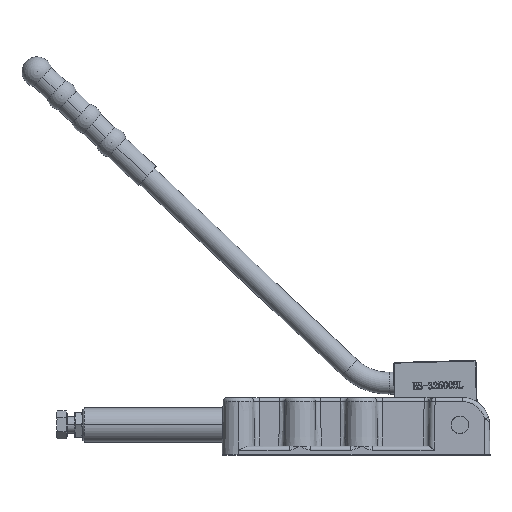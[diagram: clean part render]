
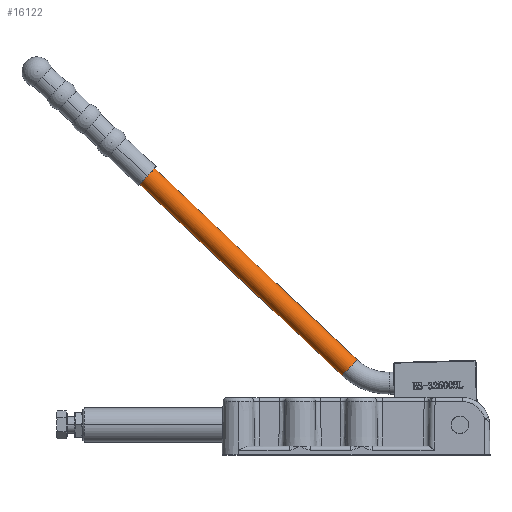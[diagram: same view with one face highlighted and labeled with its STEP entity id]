
A CAD part, top view. The second image highlights one B-rep face of the part: STEP entity #16122.
In plain terms, the highlighted cylindrical face has radius 8 mm (diameter 16 mm), a partial arc.
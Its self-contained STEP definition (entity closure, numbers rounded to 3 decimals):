
#19 = AXIS2_PLACEMENT_3D ( 'NONE', #22980, #22981, #22982 ) ;
#113 = AXIS2_PLACEMENT_3D ( 'NONE', #29130, #29131, #29132 ) ;
#2247 = FACE_OUTER_BOUND ( 'NONE', #7368, .T. ) ;
#2251 = CYLINDRICAL_SURFACE ( 'NONE', #29501, 8. ) ;
#6341 = CIRCLE ( 'NONE', #113, 8. ) ;
#6360 = LINE ( 'NONE', #29124, #6362 ) ;
#6361 = LINE ( 'NONE', #29133, #6364 ) ;
#6362 = VECTOR ( 'NONE', #29123, 1000. ) ;
#6364 = VECTOR ( 'NONE', #29134, 1000. ) ;
#6918 = EDGE_CURVE ( 'NONE', #15099, #15102, #36162, .T. ) ;
#7368 = EDGE_LOOP ( 'NONE', ( #8108, #8109, #8110, #8111 ) ) ;
#8108 = ORIENTED_EDGE ( 'NONE', *, *, #6918, .T. ) ;
#8109 = ORIENTED_EDGE ( 'NONE', *, *, #11600, .T. ) ;
#8110 = ORIENTED_EDGE ( 'NONE', *, *, #11598, .F. ) ;
#8111 = ORIENTED_EDGE ( 'NONE', *, *, #11599, .F. ) ;
#9462 = DIRECTION ( 'NONE',  ( 0., -0.707, 0.707 ) ) ;
#9464 = DIRECTION ( 'NONE',  ( 0., 0.707, 0.707 ) ) ;
#9466 = CARTESIAN_POINT ( 'NONE',  ( 0., 12.009, 92.491 ) ) ;
#11598 = EDGE_CURVE ( 'NONE', #15069, #15101, #6341, .T. ) ;
#11599 = EDGE_CURVE ( 'NONE', #15099, #15069, #6360, .T. ) ;
#11600 = EDGE_CURVE ( 'NONE', #15102, #15101, #6361, .T. ) ;
#15069 = VERTEX_POINT ( 'NONE', #31528 ) ;
#15099 = VERTEX_POINT ( 'NONE', #31558 ) ;
#15101 = VERTEX_POINT ( 'NONE', #31560 ) ;
#15102 = VERTEX_POINT ( 'NONE', #31561 ) ;
#16122 = ADVANCED_FACE ( 'NONE', ( #2247 ), #2251, .T. ) ;
#22980 = CARTESIAN_POINT ( 'NONE',  ( 0., 12.009, 92.491 ) ) ;
#22981 = DIRECTION ( 'NONE',  ( 0., 0.707, 0.707 ) ) ;
#22982 = DIRECTION ( 'NONE',  ( 1., 0., 0. ) ) ;
#29123 = DIRECTION ( 'NONE',  ( 0., 0.707, 0.707 ) ) ;
#29124 = CARTESIAN_POINT ( 'NONE',  ( 0., 6.352, 98.148 ) ) ;
#29130 = CARTESIAN_POINT ( 'NONE',  ( 0., 227., 307.483 ) ) ;
#29131 = DIRECTION ( 'NONE',  ( 0., 0.707, 0.707 ) ) ;
#29132 = DIRECTION ( 'NONE',  ( 1., 0., 0. ) ) ;
#29133 = CARTESIAN_POINT ( 'NONE',  ( 0., 17.665, 86.835 ) ) ;
#29134 = DIRECTION ( 'NONE',  ( 0., 0.707, 0.707 ) ) ;
#29501 = AXIS2_PLACEMENT_3D ( 'NONE', #9466, #9464, #9462 ) ;
#31528 = CARTESIAN_POINT ( 'NONE',  ( 0., 221.343, 313.14 ) ) ;
#31558 = CARTESIAN_POINT ( 'NONE',  ( 0., 6.352, 98.148 ) ) ;
#31560 = CARTESIAN_POINT ( 'NONE',  ( 0., 232.657, 301.826 ) ) ;
#31561 = CARTESIAN_POINT ( 'NONE',  ( 0., 17.665, 86.835 ) ) ;
#36162 = CIRCLE ( 'NONE', #19, 8. ) ;
